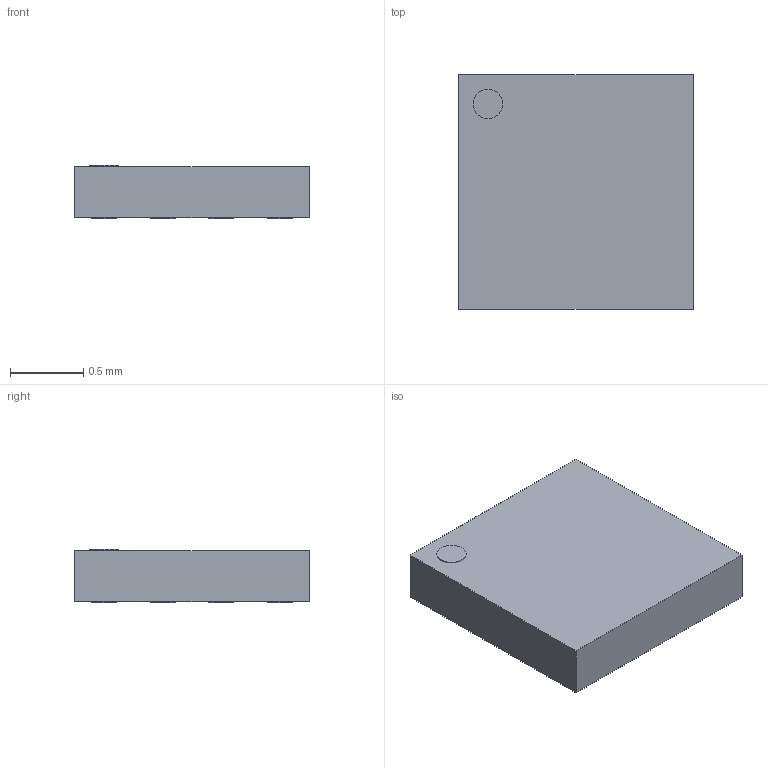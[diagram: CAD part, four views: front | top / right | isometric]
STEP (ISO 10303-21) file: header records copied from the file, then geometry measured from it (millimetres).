
FILE_DESCRIPTION(/* description */ (''),/* implementation_level */ '2;1');
FILE_NAME(/* name */ 'DTU0016A.step',/* time_stamp */ '2025-08-16T20:52:15+02:00',/* author */ (''),/* organization */ (''),/* preprocessor_version */ 'ST-DEVELOPER v20.1',/* originating_system */ 'Autodesk Translation Framework v14.10.0.0',/* authorisation */ '');
FILE_SCHEMA (('AUTOMOTIVE_DESIGN { 1 0 10303 214 3 1 1 }'));
Length unit declared in the file: millimetre
Products named in the file (4): DTU0016A_ASM; BODY_AF0; SOLDER_PAD_AF0; SOLDER_PAD
Assembly tree (17 placements, depth 2):
  DTU0016A_ASM
    BODY_AF0
    SOLDER_PAD_AF0
    SOLDER_PAD  x15
Bounding box: 1.6 x 1.6 x 0.37 mm (x, y, z)
Volume: 0.9 mm3; surface area: 8.5 mm2
Topology: 18 solids, 18 shells, 106 faces, 210 edges, 140 vertices
Faces by surface type: plane 105, cylinder 1
Full cylindrical faces by diameter (mm): 0.2 x1
Entity records: 799 total; most frequent: DIRECTION 130, CARTESIAN_POINT 113, ORIENTED_EDGE 84, AXIS2_PLACEMENT_3D 45, EDGE_CURVE 42, LINE 40, VECTOR 40, VERTEX_POINT 28
